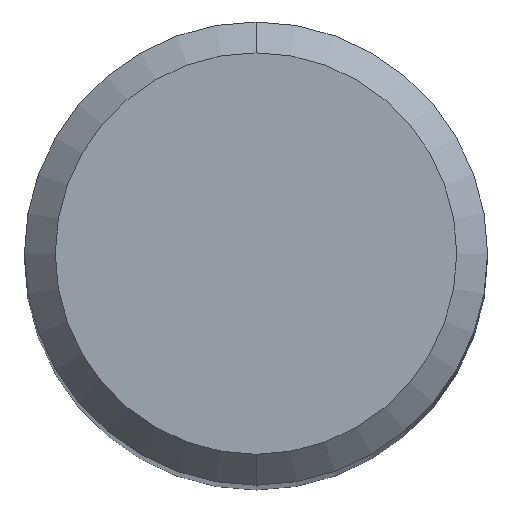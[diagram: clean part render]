
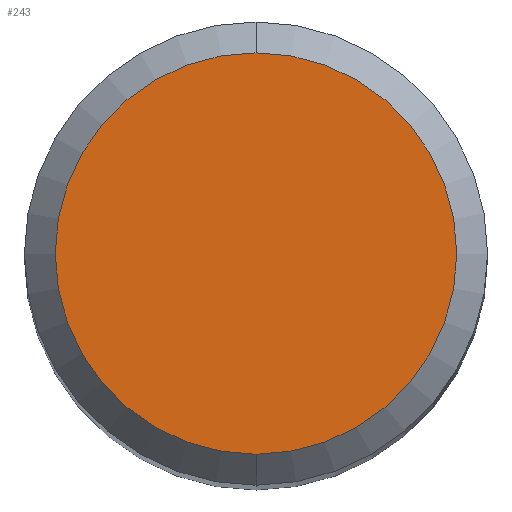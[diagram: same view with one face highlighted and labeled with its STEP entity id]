
A CAD part, top view. The second image highlights one B-rep face of the part: STEP entity #243.
In plain terms, the highlighted planar face has unit normal (0, 0, 1).
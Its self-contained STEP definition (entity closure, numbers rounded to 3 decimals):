
#243=ADVANCED_FACE('',(#557),#558,.T.);
#281=EDGE_CURVE('',#415,#339,#597,.T.);
#305=EDGE_CURVE('',#339,#415,#625,.T.);
#339=VERTEX_POINT('',#662);
#415=VERTEX_POINT('',#746);
#557=FACE_OUTER_BOUND('',#940,.T.);
#558=PLANE('',#941);
#597=CIRCLE('',#1020,2.6);
#625=CIRCLE('',#1060,2.6);
#662=CARTESIAN_POINT('',(0.0,2.6,0.0));
#746=CARTESIAN_POINT('',(0.,-2.6,0.0));
#940=EDGE_LOOP('',(#1529,#1530));
#941=AXIS2_PLACEMENT_3D('',#1531,#1532,#1533);
#1020=AXIS2_PLACEMENT_3D('',#1553,#1554,#1555);
#1060=AXIS2_PLACEMENT_3D('',#1595,#1596,#1597);
#1529=ORIENTED_EDGE('',*,*,#305,.F.);
#1530=ORIENTED_EDGE('',*,*,#281,.F.);
#1531=CARTESIAN_POINT('',(0.0,1.3,0.0));
#1532=DIRECTION('',(-0.0,0.0,1.0));
#1533=DIRECTION('',(0.0,-1.0,0.0));
#1553=CARTESIAN_POINT('',(0.0,0.0,0.0));
#1554=DIRECTION('',(0.0,0.0,-1.0));
#1555=DIRECTION('',(0.0,1.0,0.0));
#1595=CARTESIAN_POINT('',(0.0,0.0,0.0));
#1596=DIRECTION('',(0.0,0.0,-1.0));
#1597=DIRECTION('',(0.0,1.0,0.0));
